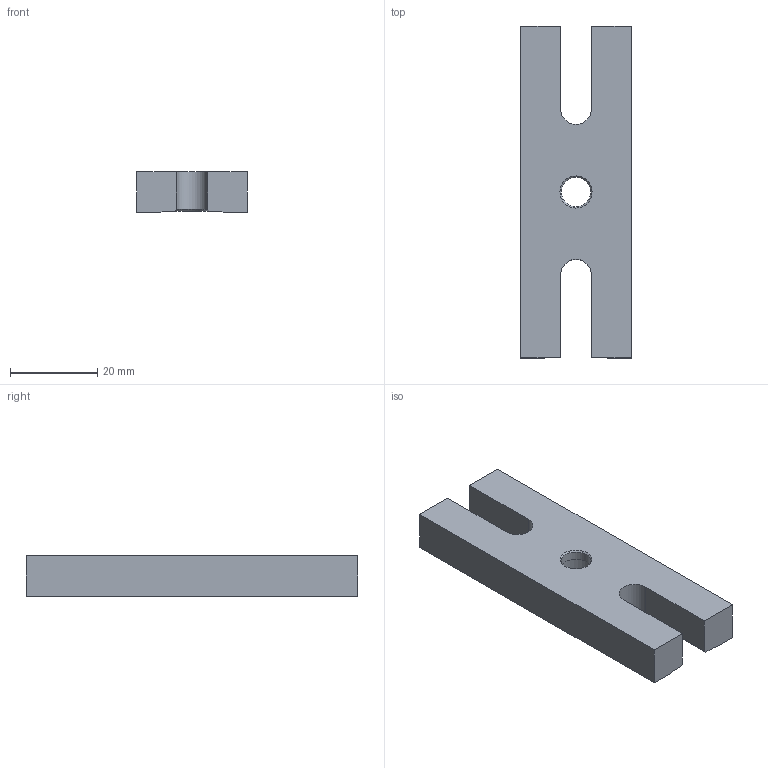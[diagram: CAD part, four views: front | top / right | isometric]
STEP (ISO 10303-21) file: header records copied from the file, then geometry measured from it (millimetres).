
FILE_DESCRIPTION((''),'2;1');
FILE_NAME('abp-t1.stp','2013-03-13T13:59:57',('JC'),(''),'Autodesk Inventor 11','Autodesk Inventor 11','');
FILE_SCHEMA(('AUTOMOTIVE_DESIGN { 1 0 10303 214 1 1 1 1 }'));
Length unit declared in the file: inch
Products named in the file (1): abp-t11
Bounding box: 25.4 x 76.2 x 9.27 mm (x, y, z)
Volume: 14201.4 mm3; surface area: 6053.8 mm2
Topology: 1 solids, 1 shells, 29 faces, 74 edges, 48 vertices
Faces by surface type: plane 21, cone 4, cylinder 4
Full cylindrical faces by diameter (mm): 6.731 x1, 10.312 x1
Entity records: 859 total; most frequent: CARTESIAN_POINT 144, DIRECTION 140, ORIENTED_EDGE 136, EDGE_CURVE 68, VECTOR 56, LINE 56, VERTEX_POINT 46, AXIS2_PLACEMENT_3D 42
